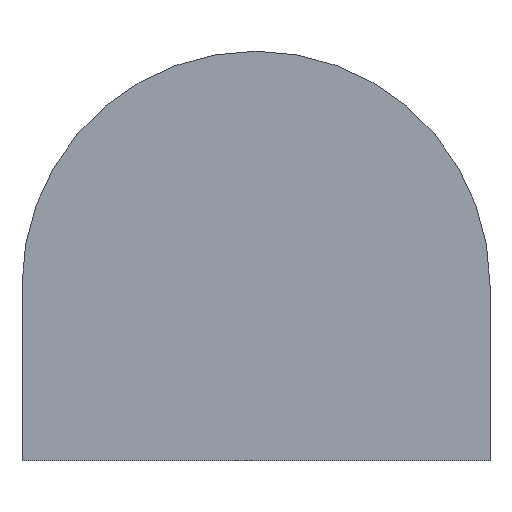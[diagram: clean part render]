
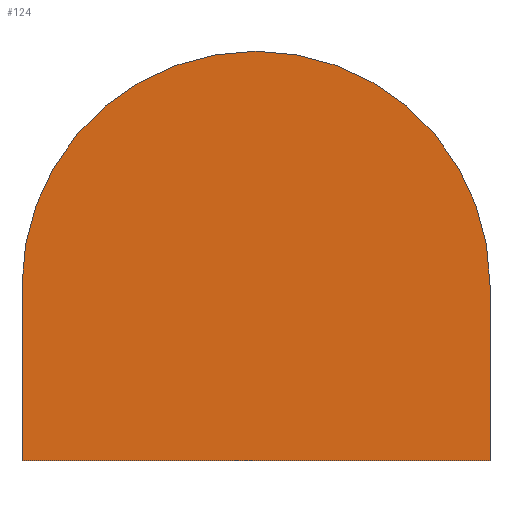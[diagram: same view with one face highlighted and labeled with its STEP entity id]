
A CAD part, front view. The second image highlights one B-rep face of the part: STEP entity #124.
In plain terms, the highlighted planar face has unit normal (0, -1, 0).
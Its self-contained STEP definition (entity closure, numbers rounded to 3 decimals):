
#34 = ORIENTED_EDGE ( 'NONE', *, *, #194, .T. ) ;
#35 = DIRECTION ( 'NONE',  ( 1., 0., 0. ) ) ;
#52 = ORIENTED_EDGE ( 'NONE', *, *, #149, .T. ) ;
#60 = VECTOR ( 'NONE', #78, 1000. ) ;
#68 = AXIS2_PLACEMENT_3D ( 'NONE', #216, #113, #204 ) ;
#69 = VECTOR ( 'NONE', #35, 1000. ) ;
#70 = PLANE ( 'NONE',  #68 ) ;
#77 = CARTESIAN_POINT ( 'NONE',  ( 0., 0., -3.5 ) ) ;
#78 = DIRECTION ( 'NONE',  ( 0., 0., -1. ) ) ;
#85 = VERTEX_POINT ( 'NONE', #128 ) ;
#88 = VECTOR ( 'NONE', #210, 1000. ) ;
#90 = ORIENTED_EDGE ( 'NONE', *, *, #229, .T. ) ;
#92 = AXIS2_PLACEMENT_3D ( 'NONE', #219, #222, #163 ) ;
#96 = LINE ( 'NONE', #104, #88 ) ;
#100 = CARTESIAN_POINT ( 'NONE',  ( -4., 0., -3.5 ) ) ;
#104 = CARTESIAN_POINT ( 'NONE',  ( 4., 0., 0. ) ) ;
#113 = DIRECTION ( 'NONE',  ( 0., 1., 0. ) ) ;
#123 = LINE ( 'NONE', #168, #60 ) ;
#124 = ADVANCED_FACE ( 'NONE', ( #218 ), #70, .F. ) ;
#128 = CARTESIAN_POINT ( 'NONE',  ( 4., 0., -0.5 ) ) ;
#140 = ORIENTED_EDGE ( 'NONE', *, *, #205, .T. ) ;
#142 = CARTESIAN_POINT ( 'NONE',  ( 4., 0., -3.5 ) ) ;
#144 = VERTEX_POINT ( 'NONE', #147 ) ;
#147 = CARTESIAN_POINT ( 'NONE',  ( -4., 0., -0.5 ) ) ;
#149 = EDGE_CURVE ( 'NONE', #85, #144, #170, .T. ) ;
#154 = LINE ( 'NONE', #77, #69 ) ;
#163 = DIRECTION ( 'NONE',  ( 0., 0., 1. ) ) ;
#168 = CARTESIAN_POINT ( 'NONE',  ( -4., 0., 0. ) ) ;
#170 = CIRCLE ( 'NONE', #92, 4. ) ;
#190 = VERTEX_POINT ( 'NONE', #100 ) ;
#194 = EDGE_CURVE ( 'NONE', #190, #240, #154, .T. ) ;
#204 = DIRECTION ( 'NONE',  ( 1., 0., 0. ) ) ;
#205 = EDGE_CURVE ( 'NONE', #240, #85, #96, .T. ) ;
#210 = DIRECTION ( 'NONE',  ( 0., 0., 1. ) ) ;
#213 = EDGE_LOOP ( 'NONE', ( #34, #140, #52, #90 ) ) ;
#216 = CARTESIAN_POINT ( 'NONE',  ( 0., 0., 0. ) ) ;
#218 = FACE_OUTER_BOUND ( 'NONE', #213, .T. ) ;
#219 = CARTESIAN_POINT ( 'NONE',  ( 0., 0., -0.5 ) ) ;
#222 = DIRECTION ( 'NONE',  ( 0., -1., 0. ) ) ;
#229 = EDGE_CURVE ( 'NONE', #144, #190, #123, .T. ) ;
#240 = VERTEX_POINT ( 'NONE', #142 ) ;
